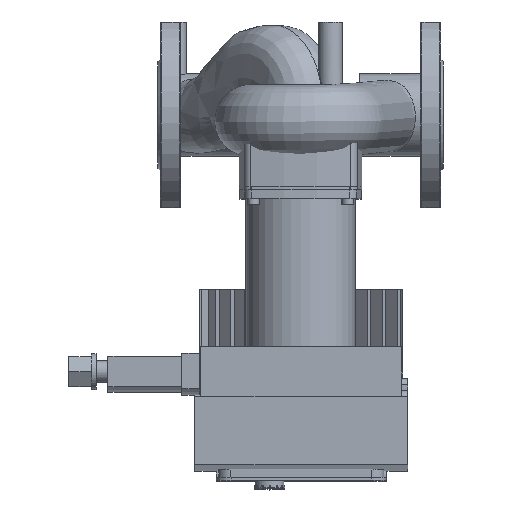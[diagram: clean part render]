
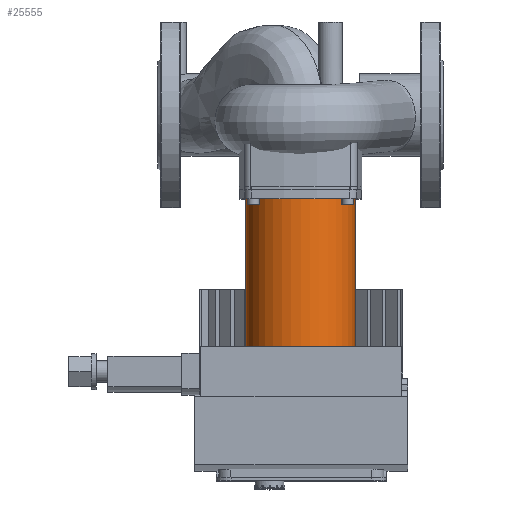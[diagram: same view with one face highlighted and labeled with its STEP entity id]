
A CAD part, top view. The second image highlights one B-rep face of the part: STEP entity #25555.
In plain terms, the highlighted cylindrical face has radius 46 mm (diameter 92 mm), a full revolution.
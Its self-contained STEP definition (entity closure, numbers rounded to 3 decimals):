
#231=FACE_BOUND('',#8913,.T.);
#5758=CYLINDRICAL_SURFACE('',#28052,46.);
#7364=FACE_OUTER_BOUND('',#8912,.T.);
#8912=EDGE_LOOP('',(#23034));
#8913=EDGE_LOOP('',(#23035));
#9968=CIRCLE('',#28053,46.);
#9969=CIRCLE('',#28054,46.);
#12205=VERTEX_POINT('',#64964);
#12206=VERTEX_POINT('',#64966);
#15835=EDGE_CURVE('',#12205,#12205,#9968,.T.);
#15836=EDGE_CURVE('',#12206,#12206,#9969,.T.);
#23034=ORIENTED_EDGE('',*,*,#15835,.T.);
#23035=ORIENTED_EDGE('',*,*,#15836,.F.);
#25555=ADVANCED_FACE('',(#7364,#231),#5758,.T.);
#28052=AXIS2_PLACEMENT_3D('',#64963,#35231,#35232);
#28053=AXIS2_PLACEMENT_3D('',#64965,#35233,#35234);
#28054=AXIS2_PLACEMENT_3D('',#64967,#35235,#35236);
#35231=DIRECTION('center_axis',(0.,-1.,0.));
#35232=DIRECTION('ref_axis',(-1.,0.,0.));
#35233=DIRECTION('center_axis',(0.,1.,0.));
#35234=DIRECTION('ref_axis',(-1.,0.,0.));
#35235=DIRECTION('center_axis',(0.,1.,0.));
#35236=DIRECTION('ref_axis',(-1.,0.,0.));
#64963=CARTESIAN_POINT('Origin',(120.,-70.5,130.));
#64964=CARTESIAN_POINT('',(166.,-195.,130.));
#64965=CARTESIAN_POINT('Origin',(120.,-195.,130.));
#64966=CARTESIAN_POINT('',(120.,-70.5,84.));
#64967=CARTESIAN_POINT('Origin',(120.,-70.5,130.));
